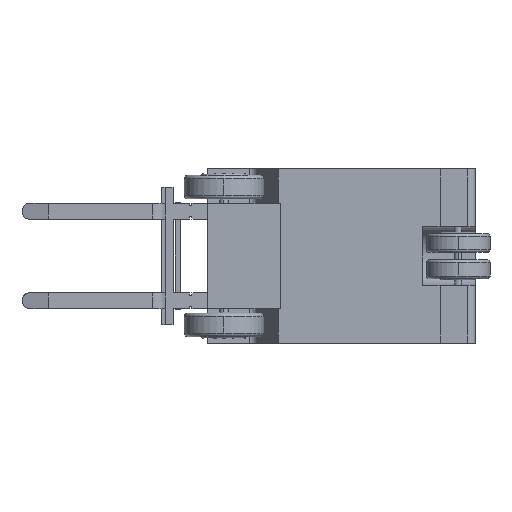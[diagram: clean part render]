
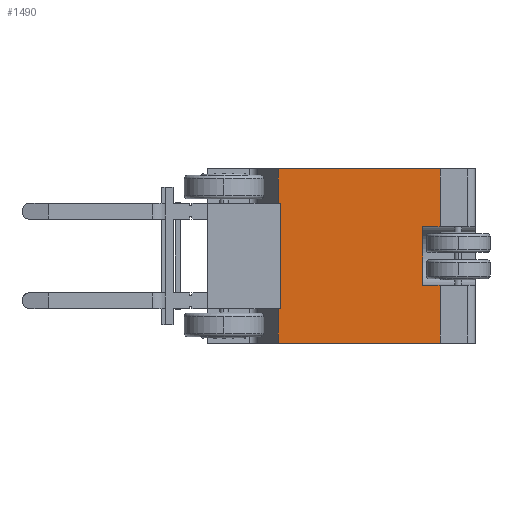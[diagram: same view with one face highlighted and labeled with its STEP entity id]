
A CAD part, front view. The second image highlights one B-rep face of the part: STEP entity #1490.
In plain terms, the highlighted planar face has unit normal (0, -1, 0).
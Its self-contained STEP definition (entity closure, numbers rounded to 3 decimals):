
#1490=ADVANCED_FACE('',(#3035),#3036,.T.);
#3035=FACE_OUTER_BOUND('',#4578,.T.);
#3036=PLANE('',#4579);
#4578=EDGE_LOOP('',(#9426,#9427,#9428,#9429,#9430,#9431,#9432,#9433,#9434,#9435,#9436,#9437));
#4579=AXIS2_PLACEMENT_3D('',#9438,#9439,#9440);
#9426=ORIENTED_EDGE('',*,*,#11363,.T.);
#9427=ORIENTED_EDGE('',*,*,#11455,.T.);
#9428=ORIENTED_EDGE('',*,*,#11403,.T.);
#9429=ORIENTED_EDGE('',*,*,#11456,.F.);
#9430=ORIENTED_EDGE('',*,*,#10835,.T.);
#9431=ORIENTED_EDGE('',*,*,#11442,.T.);
#9432=ORIENTED_EDGE('',*,*,#11437,.T.);
#9433=ORIENTED_EDGE('',*,*,#11457,.F.);
#9434=ORIENTED_EDGE('',*,*,#11458,.T.);
#9435=ORIENTED_EDGE('',*,*,#11377,.T.);
#9436=ORIENTED_EDGE('',*,*,#11356,.T.);
#9437=ORIENTED_EDGE('',*,*,#11366,.T.);
#9438=CARTESIAN_POINT('',(1076.792,143.349,0.0));
#9439=DIRECTION('',(0.,-1.,0.0));
#9440=DIRECTION('',(1.,0.,0.0));
#10835=EDGE_CURVE('',#13517,#13515,#13518,.T.);
#11356=EDGE_CURVE('',#14249,#14247,#14250,.T.);
#11363=EDGE_CURVE('',#14261,#14259,#14262,.T.);
#11366=EDGE_CURVE('',#14247,#14261,#14265,.T.);
#11377=EDGE_CURVE('',#14281,#14249,#14282,.T.);
#11403=EDGE_CURVE('',#14319,#14317,#14320,.T.);
#11437=EDGE_CURVE('',#14366,#14364,#14367,.T.);
#11442=EDGE_CURVE('',#13515,#14366,#14373,.T.);
#11455=EDGE_CURVE('',#14259,#14319,#14388,.T.);
#11456=EDGE_CURVE('',#13517,#14317,#14389,.T.);
#11457=EDGE_CURVE('',#14390,#14364,#14391,.T.);
#11458=EDGE_CURVE('',#14390,#14281,#14392,.T.);
#13515=VERTEX_POINT('',#19125);
#13517=VERTEX_POINT('',#19128);
#13518=LINE('',#19129,#19130);
#14247=VERTEX_POINT('',#21328);
#14249=VERTEX_POINT('',#21331);
#14250=LINE('',#21332,#21333);
#14259=VERTEX_POINT('',#21344);
#14261=VERTEX_POINT('',#21347);
#14262=LINE('',#21348,#21349);
#14265=LINE('',#21353,#21354);
#14281=VERTEX_POINT('',#21376);
#14282=LINE('',#21377,#21378);
#14317=VERTEX_POINT('',#21425);
#14319=VERTEX_POINT('',#21428);
#14320=LINE('',#21429,#21430);
#14364=VERTEX_POINT('',#21489);
#14366=VERTEX_POINT('',#21492);
#14367=LINE('',#21493,#21494);
#14373=LINE('',#21503,#21504);
#14388=LINE('',#21524,#21525);
#14389=LINE('',#21526,#21527);
#14390=VERTEX_POINT('',#21528);
#14391=LINE('',#21529,#21530);
#14392=LINE('',#21531,#21532);
#19125=CARTESIAN_POINT('',(630.0,143.349,791.15));
#19128=CARTESIAN_POINT('',(618.84,143.349,791.15));
#19129=CARTESIAN_POINT('',(750.896,143.349,791.15));
#19130=VECTOR('',#23323,1.0);
#21328=CARTESIAN_POINT('',(1437.0,143.349,328.075));
#21331=CARTESIAN_POINT('',(1534.744,143.349,328.075));
#21332=CARTESIAN_POINT('',(1256.896,143.349,328.075));
#21333=VECTOR('',#23854,1.0);
#21344=CARTESIAN_POINT('',(1534.744,143.349,658.075));
#21347=CARTESIAN_POINT('',(1437.0,143.349,658.075));
#21348=CARTESIAN_POINT('',(1256.896,143.349,658.075));
#21349=VECTOR('',#23864,1.0);
#21353=CARTESIAN_POINT('',(1437.0,143.349,246.538));
#21354=VECTOR('',#23866,1.0);
#21376=CARTESIAN_POINT('',(1534.744,143.349,0.0));
#21377=CARTESIAN_POINT('',(1534.744,143.349,0.0));
#21378=VECTOR('',#23876,1.0);
#21425=CARTESIAN_POINT('',(618.84,143.349,986.15));
#21428=CARTESIAN_POINT('',(1534.744,143.349,986.15));
#21429=CARTESIAN_POINT('',(618.84,143.349,986.15));
#21430=VECTOR('',#23908,1.0);
#21489=CARTESIAN_POINT('',(618.84,143.349,195.0));
#21492=CARTESIAN_POINT('',(630.0,143.349,195.0));
#21493=CARTESIAN_POINT('',(750.896,143.349,195.0));
#21494=VECTOR('',#23946,1.0);
#21503=CARTESIAN_POINT('',(630.0,143.349,493.075));
#21504=VECTOR('',#23950,1.0);
#21524=CARTESIAN_POINT('',(1534.744,143.349,0.0));
#21525=VECTOR('',#23959,1.0);
#21526=CARTESIAN_POINT('',(618.84,143.349,0.0));
#21527=VECTOR('',#23960,1.0);
#21528=CARTESIAN_POINT('',(618.84,143.349,0.0));
#21529=CARTESIAN_POINT('',(618.84,143.349,0.0));
#21530=VECTOR('',#23961,1.0);
#21531=CARTESIAN_POINT('',(618.84,143.349,0.0));
#21532=VECTOR('',#23962,1.0);
#23323=DIRECTION('',(1.,0.,-0.0));
#23854=DIRECTION('',(-1.,0.,0.));
#23864=DIRECTION('',(1.,0.,0.));
#23866=DIRECTION('',(0.,0.,1.0));
#23876=DIRECTION('',(0.0,0.0,1.0));
#23908=DIRECTION('',(-1.,0.,-0.0));
#23946=DIRECTION('',(-1.,0.,0.0));
#23950=DIRECTION('',(0.0,0.0,-1.0));
#23959=DIRECTION('',(0.0,0.0,1.0));
#23960=DIRECTION('',(0.0,0.0,1.0));
#23961=DIRECTION('',(0.0,0.0,1.0));
#23962=DIRECTION('',(1.,0.,0.0));
